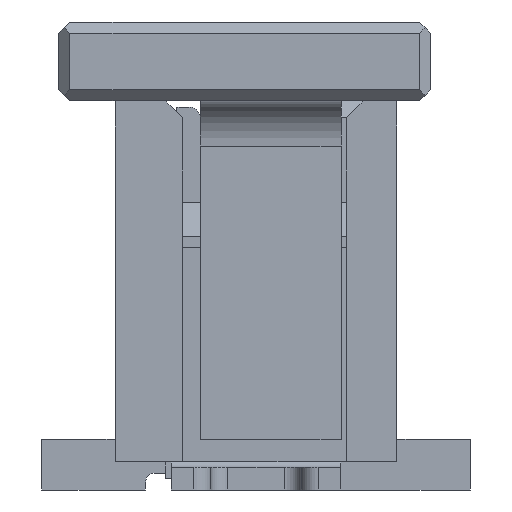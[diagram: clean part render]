
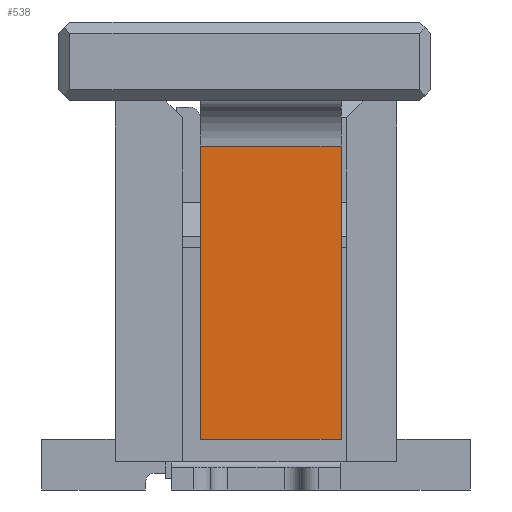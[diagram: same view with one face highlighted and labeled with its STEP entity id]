
A CAD part, left-side view. The second image highlights one B-rep face of the part: STEP entity #538.
In plain terms, the highlighted planar face has unit normal (-1, 0, 0).
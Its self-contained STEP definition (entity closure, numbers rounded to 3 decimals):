
#538=ADVANCED_FACE('',(#1843),#1844,.T.);
#1843=FACE_OUTER_BOUND('',#3439,.T.);
#1844=PLANE('',#3440);
#3439=EDGE_LOOP('',(#8637,#8638,#8639,#8640));
#3440=AXIS2_PLACEMENT_3D('',#8641,#8642,#8643);
#8637=ORIENTED_EDGE('',*,*,#12068,.T.);
#8638=ORIENTED_EDGE('',*,*,#12628,.T.);
#8639=ORIENTED_EDGE('',*,*,#12609,.F.);
#8640=ORIENTED_EDGE('',*,*,#12629,.T.);
#8641=CARTESIAN_POINT('',(-6.15,-0.03,-0.4));
#8642=DIRECTION('',(-1.0,0.0,0.0));
#8643=DIRECTION('',(0.0,0.0,1.0));
#12068=EDGE_CURVE('',#15273,#15271,#15274,.T.);
#12609=EDGE_CURVE('',#16046,#16048,#16049,.T.);
#12628=EDGE_CURVE('',#15271,#16048,#16078,.T.);
#12629=EDGE_CURVE('',#16046,#15273,#16079,.T.);
#15271=VERTEX_POINT('',#20078);
#15273=VERTEX_POINT('',#20081);
#15274=LINE('',#20082,#20083);
#16046=VERTEX_POINT('',#21293);
#16048=VERTEX_POINT('',#21295);
#16049=LINE('',#21296,#21297);
#16078=LINE('',#21342,#21343);
#16079=LINE('',#21344,#21345);
#20078=CARTESIAN_POINT('',(-6.15,0.495,-3.0));
#20081=CARTESIAN_POINT('',(-6.15,0.495,-0.4));
#20082=CARTESIAN_POINT('',(-6.15,0.495,-0.4));
#20083=VECTOR('',#24132,2.6);
#21293=CARTESIAN_POINT('',(-6.15,-0.755,-0.4));
#21295=CARTESIAN_POINT('',(-6.15,-0.755,-3.0));
#21296=CARTESIAN_POINT('',(-6.15,-0.755,-0.4));
#21297=VECTOR('',#24877,2.6);
#21342=CARTESIAN_POINT('',(-6.15,0.495,-3.0));
#21343=VECTOR('',#24900,1.25);
#21344=CARTESIAN_POINT('',(-6.15,-0.755,-0.4));
#21345=VECTOR('',#24901,1.25);
#24132=DIRECTION('',(0.0,0.0,-1.0));
#24877=DIRECTION('',(0.0,0.0,-1.0));
#24900=DIRECTION('',(0.0,-1.0,0.0));
#24901=DIRECTION('',(0.0,1.0,0.0));
